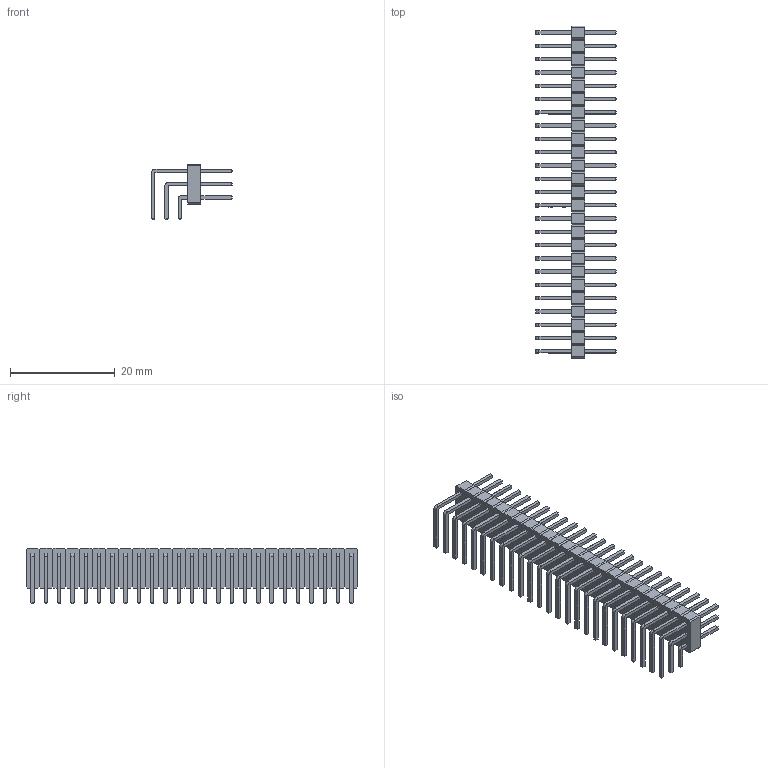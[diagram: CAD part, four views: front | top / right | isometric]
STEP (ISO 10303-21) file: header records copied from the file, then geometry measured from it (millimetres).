
FILE_DESCRIPTION(('FreeCAD Model'),'2;1');
FILE_NAME('Open CASCADE Shape Model','2022-01-07T04:33:56',( 'kicad StepUp'),('ksu MCAD'),'Open CASCADE STEP processor 7.5', 'FreeCAD','Unknown');
FILE_SCHEMA(('AUTOMOTIVE_DESIGN { 1 0 10303 214 1 1 1 1 }'));
Length unit declared in the file: millimetre
Products named in the file (1): PinHeader_3x25_P2.54mm_Horizontal
Bounding box: 15.44 x 63.5 x 10.62 mm (x, y, z)
Volume: 1730.2 mm3; surface area: 6355.7 mm2
Topology: 100 solids, 100 shells, 1825 faces, 4275 edges, 2650 vertices
Faces by surface type: plane 1750, cylinder 75
Entity records: 64171 total; most frequent: CARTESIAN_POINT 8751, ORIENTED_EDGE 8550, DIRECTION 8077, EDGE_CURVE 4275, LINE 4125, VECTOR 4125, VERTEX_POINT 2650, AXIS2_PLACEMENT_3D 1976
